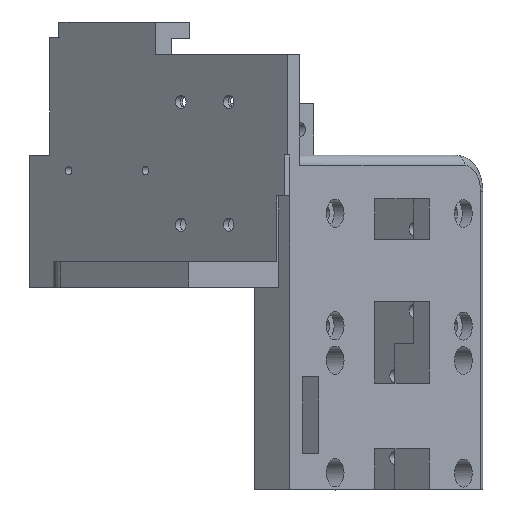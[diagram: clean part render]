
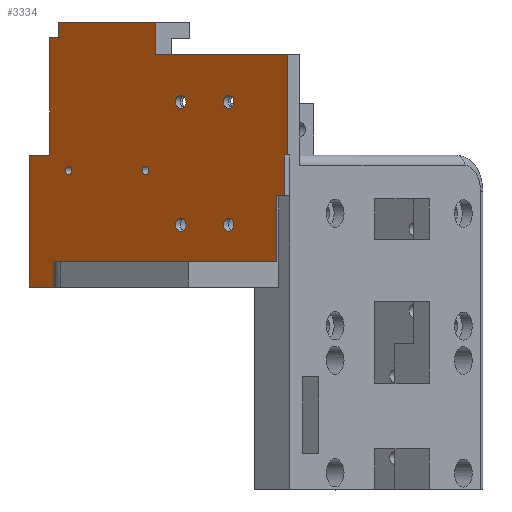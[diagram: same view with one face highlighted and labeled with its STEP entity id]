
A CAD part, top view. The second image highlights one B-rep face of the part: STEP entity #3334.
In plain terms, the highlighted planar face has unit normal (-0.626, 0, 0.78).
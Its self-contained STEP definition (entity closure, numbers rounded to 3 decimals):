
#111=FACE_BOUND('',#661,.T.);
#112=FACE_BOUND('',#662,.T.);
#113=FACE_BOUND('',#663,.T.);
#114=FACE_BOUND('',#664,.T.);
#115=FACE_BOUND('',#665,.T.);
#116=FACE_BOUND('',#666,.T.);
#225=PLANE('',#3653);
#398=FACE_OUTER_BOUND('',#660,.T.);
#660=EDGE_LOOP('',(#2997,#2998,#2999,#3000,#3001,#3002,#3003,#3004,#3005,
#3006,#3007,#3008,#3009,#3010,#3011,#3012));
#661=EDGE_LOOP('',(#3013));
#662=EDGE_LOOP('',(#3014));
#663=EDGE_LOOP('',(#3015));
#664=EDGE_LOOP('',(#3016));
#665=EDGE_LOOP('',(#3017));
#666=EDGE_LOOP('',(#3018));
#701=LINE('',#4674,#1022);
#743=LINE('',#4805,#1064);
#804=LINE('',#4965,#1125);
#806=LINE('',#4969,#1127);
#808=LINE('',#4973,#1129);
#851=LINE('',#5076,#1172);
#895=LINE('',#5169,#1216);
#899=LINE('',#5177,#1220);
#972=LINE('',#5435,#1293);
#974=LINE('',#5439,#1295);
#986=LINE('',#5490,#1307);
#993=LINE('',#5508,#1314);
#996=LINE('',#5513,#1317);
#997=LINE('',#5515,#1318);
#998=LINE('',#5516,#1319);
#999=LINE('',#5517,#1320);
#1022=VECTOR('',#3715,10.);
#1064=VECTOR('',#3825,10.);
#1125=VECTOR('',#3954,10.);
#1127=VECTOR('',#3958,10.);
#1129=VECTOR('',#3962,10.);
#1172=VECTOR('',#4059,10.);
#1216=VECTOR('',#4141,10.);
#1220=VECTOR('',#4147,10.);
#1293=VECTOR('',#4452,10.);
#1295=VECTOR('',#4456,10.);
#1307=VECTOR('',#4520,10.);
#1314=VECTOR('',#4539,10.);
#1317=VECTOR('',#4546,10.);
#1318=VECTOR('',#4549,10.);
#1319=VECTOR('',#4550,10.);
#1320=VECTOR('',#4551,10.);
#1347=CIRCLE('',#3398,0.8);
#1349=CIRCLE('',#3401,0.8);
#1452=CIRCLE('',#3654,1.3);
#1453=CIRCLE('',#3655,1.3);
#1454=CIRCLE('',#3656,1.3);
#1455=CIRCLE('',#3657,1.3);
#1479=VERTEX_POINT('',#4671);
#1480=VERTEX_POINT('',#4673);
#1501=VERTEX_POINT('',#4723);
#1503=VERTEX_POINT('',#4729);
#1534=VERTEX_POINT('',#4802);
#1535=VERTEX_POINT('',#4804);
#1599=VERTEX_POINT('',#4962);
#1600=VERTEX_POINT('',#4964);
#1601=VERTEX_POINT('',#4968);
#1602=VERTEX_POINT('',#4972);
#1635=VERTEX_POINT('',#5074);
#1665=VERTEX_POINT('',#5167);
#1668=VERTEX_POINT('',#5175);
#1736=VERTEX_POINT('',#5432);
#1737=VERTEX_POINT('',#5434);
#1738=VERTEX_POINT('',#5438);
#1755=VERTEX_POINT('',#5505);
#1756=VERTEX_POINT('',#5507);
#1757=VERTEX_POINT('',#5518);
#1758=VERTEX_POINT('',#5520);
#1759=VERTEX_POINT('',#5522);
#1760=VERTEX_POINT('',#5524);
#1777=EDGE_CURVE('',#1479,#1480,#701,.T.);
#1801=EDGE_CURVE('',#1501,#1501,#1347,.T.);
#1804=EDGE_CURVE('',#1503,#1503,#1349,.T.);
#1841=EDGE_CURVE('',#1534,#1535,#743,.T.);
#1921=EDGE_CURVE('',#1599,#1600,#804,.T.);
#1923=EDGE_CURVE('',#1601,#1600,#806,.T.);
#1925=EDGE_CURVE('',#1601,#1602,#808,.T.);
#1978=EDGE_CURVE('',#1635,#1479,#851,.T.);
#2024=EDGE_CURVE('',#1665,#1535,#895,.T.);
#2028=EDGE_CURVE('',#1599,#1668,#899,.T.);
#2147=EDGE_CURVE('',#1736,#1737,#972,.T.);
#2149=EDGE_CURVE('',#1737,#1738,#974,.T.);
#2173=EDGE_CURVE('',#1738,#1635,#986,.T.);
#2182=EDGE_CURVE('',#1756,#1755,#993,.T.);
#2185=EDGE_CURVE('',#1602,#1755,#996,.T.);
#2186=EDGE_CURVE('',#1736,#1665,#997,.T.);
#2187=EDGE_CURVE('',#1756,#1534,#998,.T.);
#2188=EDGE_CURVE('',#1480,#1668,#999,.T.);
#2189=EDGE_CURVE('',#1757,#1757,#1452,.T.);
#2190=EDGE_CURVE('',#1758,#1758,#1453,.T.);
#2191=EDGE_CURVE('',#1759,#1759,#1454,.T.);
#2192=EDGE_CURVE('',#1760,#1760,#1455,.T.);
#2997=ORIENTED_EDGE('',*,*,#1978,.F.);
#2998=ORIENTED_EDGE('',*,*,#2173,.F.);
#2999=ORIENTED_EDGE('',*,*,#2149,.F.);
#3000=ORIENTED_EDGE('',*,*,#2147,.F.);
#3001=ORIENTED_EDGE('',*,*,#2186,.T.);
#3002=ORIENTED_EDGE('',*,*,#2024,.T.);
#3003=ORIENTED_EDGE('',*,*,#1841,.F.);
#3004=ORIENTED_EDGE('',*,*,#2187,.F.);
#3005=ORIENTED_EDGE('',*,*,#2182,.T.);
#3006=ORIENTED_EDGE('',*,*,#2185,.F.);
#3007=ORIENTED_EDGE('',*,*,#1925,.F.);
#3008=ORIENTED_EDGE('',*,*,#1923,.T.);
#3009=ORIENTED_EDGE('',*,*,#1921,.F.);
#3010=ORIENTED_EDGE('',*,*,#2028,.T.);
#3011=ORIENTED_EDGE('',*,*,#2188,.F.);
#3012=ORIENTED_EDGE('',*,*,#1777,.F.);
#3013=ORIENTED_EDGE('',*,*,#1801,.F.);
#3014=ORIENTED_EDGE('',*,*,#1804,.F.);
#3015=ORIENTED_EDGE('',*,*,#2189,.F.);
#3016=ORIENTED_EDGE('',*,*,#2190,.F.);
#3017=ORIENTED_EDGE('',*,*,#2191,.F.);
#3018=ORIENTED_EDGE('',*,*,#2192,.F.);
#3334=ADVANCED_FACE('',(#398,#111,#112,#113,#114,#115,#116),#225,.F.);
#3398=AXIS2_PLACEMENT_3D('',#4724,#3757,#3758);
#3401=AXIS2_PLACEMENT_3D('',#4730,#3764,#3765);
#3653=AXIS2_PLACEMENT_3D('',#5514,#4547,#4548);
#3654=AXIS2_PLACEMENT_3D('',#5519,#4552,#4553);
#3655=AXIS2_PLACEMENT_3D('',#5521,#4554,#4555);
#3656=AXIS2_PLACEMENT_3D('',#5523,#4556,#4557);
#3657=AXIS2_PLACEMENT_3D('',#5525,#4558,#4559);
#3715=DIRECTION('',(-0.78,0.,-0.626));
#3757=DIRECTION('center_axis',(-0.626,0.,0.78));
#3758=DIRECTION('ref_axis',(0.78,0.,0.626));
#3764=DIRECTION('center_axis',(-0.626,0.,0.78));
#3765=DIRECTION('ref_axis',(0.78,0.,0.626));
#3825=DIRECTION('',(0.,-1.,0.));
#3954=DIRECTION('',(0.,1.,0.));
#3958=DIRECTION('',(-0.78,0.,-0.626));
#3962=DIRECTION('',(0.,1.,0.));
#4059=DIRECTION('',(0.,-1.,0.));
#4141=DIRECTION('',(0.78,0.,0.626));
#4147=DIRECTION('',(-0.78,0.,-0.626));
#4452=DIRECTION('',(-0.78,0.,-0.626));
#4456=DIRECTION('',(0.,-1.,0.));
#4520=DIRECTION('',(-0.78,0.,-0.626));
#4539=DIRECTION('',(0.,1.,0.));
#4546=DIRECTION('',(0.78,0.,0.626));
#4547=DIRECTION('center_axis',(0.626,0.,-0.78));
#4548=DIRECTION('ref_axis',(-0.78,0.,-0.626));
#4549=DIRECTION('',(0.,1.,0.));
#4550=DIRECTION('',(0.78,0.,0.626));
#4551=DIRECTION('',(0.,1.,0.));
#4552=DIRECTION('center_axis',(-0.626,0.,0.78));
#4553=DIRECTION('ref_axis',(-0.78,0.,-0.626));
#4554=DIRECTION('center_axis',(-0.626,0.,0.78));
#4555=DIRECTION('ref_axis',(-0.78,0.,-0.626));
#4556=DIRECTION('center_axis',(-0.626,0.,0.78));
#4557=DIRECTION('ref_axis',(-0.78,0.,-0.626));
#4558=DIRECTION('center_axis',(-0.626,0.,0.78));
#4559=DIRECTION('ref_axis',(-0.78,0.,-0.626));
#4671=CARTESIAN_POINT('',(2.067,-17.85,-7.93));
#4673=CARTESIAN_POINT('',(-7.265,-17.85,-15.416));
#4674=CARTESIAN_POINT('',(-1.438,-17.85,-10.741));
#4723=CARTESIAN_POINT('',(16.066,5.,3.301));
#4724=CARTESIAN_POINT('Origin',(15.442,5.,2.801));
#4729=CARTESIAN_POINT('',(1.09,5.,-8.713));
#4730=CARTESIAN_POINT('Origin',(0.466,5.,-9.214));
#4802=CARTESIAN_POINT('',(43.21,27.65,25.078));
#4804=CARTESIAN_POINT('',(43.21,8.,25.078));
#4805=CARTESIAN_POINT('',(43.21,12.913,25.078));
#4962=CARTESIAN_POINT('',(-3.278,8.,-12.217));
#4964=CARTESIAN_POINT('',(-3.278,31.,-12.217));
#4965=CARTESIAN_POINT('',(-3.278,8.,-12.217));
#4968=CARTESIAN_POINT('',(-1.446,31.,-10.747));
#4969=CARTESIAN_POINT('',(-1.446,31.,-10.747));
#4972=CARTESIAN_POINT('',(-1.446,34.,-10.747));
#4973=CARTESIAN_POINT('',(-1.446,8.,-10.747));
#5074=CARTESIAN_POINT('',(2.067,-12.85,-7.93));
#5076=CARTESIAN_POINT('',(2.067,-8.925,-7.93));
#5167=CARTESIAN_POINT('',(42.658,8.,24.636));
#5169=CARTESIAN_POINT('',(41.067,8.,23.359));
#5175=CARTESIAN_POINT('',(-7.265,8.,-15.416));
#5177=CARTESIAN_POINT('',(42.658,8.,24.636));
#5432=CARTESIAN_POINT('',(42.658,0.,24.636));
#5434=CARTESIAN_POINT('',(41.067,0.,23.359));
#5435=CARTESIAN_POINT('',(42.658,0.,24.636));
#5438=CARTESIAN_POINT('',(41.067,-12.85,23.359));
#5439=CARTESIAN_POINT('',(41.067,0.,23.359));
#5490=CARTESIAN_POINT('',(26.425,-12.85,11.612));
#5505=CARTESIAN_POINT('',(17.353,34.,4.334));
#5507=CARTESIAN_POINT('',(17.353,27.65,4.334));
#5508=CARTESIAN_POINT('',(17.353,14.5,4.334));
#5513=CARTESIAN_POINT('',(-1.446,34.,-10.747));
#5514=CARTESIAN_POINT('Origin',(42.658,0.,24.636));
#5515=CARTESIAN_POINT('',(42.658,0.,24.636));
#5516=CARTESIAN_POINT('',(41.067,27.65,23.359));
#5517=CARTESIAN_POINT('',(-7.265,0.,-15.416));
#5518=CARTESIAN_POINT('',(23.361,-5.6,9.154));
#5519=CARTESIAN_POINT('Origin',(22.347,-5.6,8.341));
#5520=CARTESIAN_POINT('',(32.721,-5.6,16.663));
#5521=CARTESIAN_POINT('Origin',(31.707,-5.6,15.85));
#5522=CARTESIAN_POINT('',(23.361,18.4,9.154));
#5523=CARTESIAN_POINT('Origin',(22.347,18.4,8.341));
#5524=CARTESIAN_POINT('',(32.721,18.4,16.663));
#5525=CARTESIAN_POINT('Origin',(31.707,18.4,15.85));
